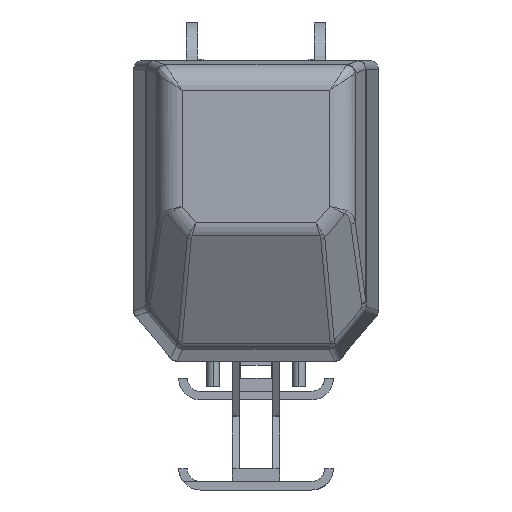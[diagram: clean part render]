
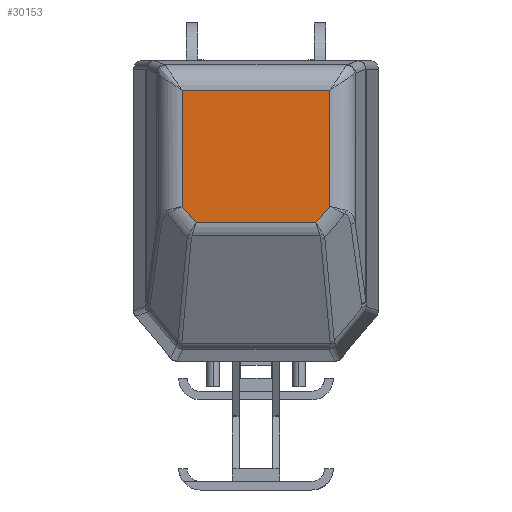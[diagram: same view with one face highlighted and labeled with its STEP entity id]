
A CAD part, left-side view. The second image highlights one B-rep face of the part: STEP entity #30153.
In plain terms, the highlighted planar face has unit normal (-1, 0, 0).
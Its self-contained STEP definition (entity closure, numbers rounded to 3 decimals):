
#1452 = DIRECTION ( 'NONE',  ( 0., 0., -1. ) ) ;
#4255 = B_SPLINE_CURVE_WITH_KNOTS ( 'NONE', 3,
 ( #24896, #21967, #10267, #7943 ),
 .UNSPECIFIED., .F., .F.,
 ( 4, 4 ),
 ( 0., 1. ),
 .UNSPECIFIED. ) ;
#4300 = CARTESIAN_POINT ( 'NONE',  ( -17550., -860.349, -2147.182 ) ) ;
#4345 = EDGE_CURVE ( 'NONE', #15099, #19502, #5248, .T. ) ;
#4472 = CARTESIAN_POINT ( 'NONE',  ( -17550., -752.393, -2275.839 ) ) ;
#4554 = CARTESIAN_POINT ( 'NONE',  ( -17550., 860.349, -2147.182 ) ) ;
#4809 = EDGE_CURVE ( 'NONE', #19502, #24823, #11141, .T. ) ;
#4931 = ORIENTED_EDGE ( 'NONE', *, *, #28717, .F. ) ;
#4935 = EDGE_CURVE ( 'NONE', #24823, #6208, #27982, .T. ) ;
#5128 = VERTEX_POINT ( 'NONE', #18036 ) ;
#5248 = B_SPLINE_CURVE_WITH_KNOTS ( 'NONE', 3,
 ( #25550, #14890, #21668, #17201 ),
 .UNSPECIFIED., .F., .F.,
 ( 4, 4 ),
 ( 0., 1. ),
 .UNSPECIFIED. ) ;
#5730 = CARTESIAN_POINT ( 'NONE',  ( -17550., -286.783, -795.26 ) ) ;
#5784 = CARTESIAN_POINT ( 'NONE',  ( -17550., 860.349, -795.26 ) ) ;
#6208 = VERTEX_POINT ( 'NONE', #16931 ) ;
#6500 = CARTESIAN_POINT ( 'NONE',  ( -17550., 698.414, -2340.168 ) ) ;
#7943 = CARTESIAN_POINT ( 'NONE',  ( -17550., -860.349, -2147.182 ) ) ;
#10267 = CARTESIAN_POINT ( 'NONE',  ( -17550., -860.349, -1696.541 ) ) ;
#10490 = ORIENTED_EDGE ( 'NONE', *, *, #15577, .F. ) ;
#11141 = B_SPLINE_CURVE_WITH_KNOTS ( 'NONE', 3,
 ( #12668, #14546, #23821, #26389 ),
 .UNSPECIFIED., .F., .F.,
 ( 4, 4 ),
 ( 0., 1. ),
 .UNSPECIFIED. ) ;
#12668 = CARTESIAN_POINT ( 'NONE',  ( -17550., 860.349, -2147.182 ) ) ;
#13786 = CARTESIAN_POINT ( 'NONE',  ( -17550., 0., 0. ) ) ;
#14217 = EDGE_LOOP ( 'NONE', ( #26694, #22556, #20966, #17588, #10490, #4931 ) ) ;
#14546 = CARTESIAN_POINT ( 'NONE',  ( -17550., 860.349, -1696.541 ) ) ;
#14890 = CARTESIAN_POINT ( 'NONE',  ( -17550., 752.393, -2275.839 ) ) ;
#15099 = VERTEX_POINT ( 'NONE', #6500 ) ;
#15142 = CARTESIAN_POINT ( 'NONE',  ( -17550., 860.349, -795.26 ) ) ;
#15577 = EDGE_CURVE ( 'NONE', #5128, #15099, #25403, .T. ) ;
#15933 = FACE_OUTER_BOUND ( 'NONE', #14217, .T. ) ;
#16568 = CARTESIAN_POINT ( 'NONE',  ( -17550., -698.414, -2340.168 ) ) ;
#16931 = CARTESIAN_POINT ( 'NONE',  ( -17550., -860.349, -795.26 ) ) ;
#17201 = CARTESIAN_POINT ( 'NONE',  ( -17550., 860.349, -2147.182 ) ) ;
#17588 = ORIENTED_EDGE ( 'NONE', *, *, #4345, .F. ) ;
#18036 = CARTESIAN_POINT ( 'NONE',  ( -17550., -698.414, -2340.168 ) ) ;
#18245 = VERTEX_POINT ( 'NONE', #4300 ) ;
#19502 = VERTEX_POINT ( 'NONE', #4554 ) ;
#20966 = ORIENTED_EDGE ( 'NONE', *, *, #4809, .F. ) ;
#21301 = AXIS2_PLACEMENT_3D ( 'NONE', #13786, #25349, #1452 ) ;
#21668 = CARTESIAN_POINT ( 'NONE',  ( -17550., 806.371, -2211.51 ) ) ;
#21967 = CARTESIAN_POINT ( 'NONE',  ( -17550., -860.349, -1245.9 ) ) ;
#22556 = ORIENTED_EDGE ( 'NONE', *, *, #4935, .F. ) ;
#22695 = CARTESIAN_POINT ( 'NONE',  ( -17550., 286.783, -795.26 ) ) ;
#23270 = CARTESIAN_POINT ( 'NONE',  ( -17550., -698.414, -2340.168 ) ) ;
#23426 = CARTESIAN_POINT ( 'NONE',  ( -17550., -806.371, -2211.51 ) ) ;
#23821 = CARTESIAN_POINT ( 'NONE',  ( -17550., 860.349, -1245.9 ) ) ;
#23928 = EDGE_CURVE ( 'NONE', #6208, #18245, #4255, .T. ) ;
#24823 = VERTEX_POINT ( 'NONE', #5784 ) ;
#24896 = CARTESIAN_POINT ( 'NONE',  ( -17550., -860.349, -795.26 ) ) ;
#25184 = PLANE ( 'NONE',  #21301 ) ;
#25349 = DIRECTION ( 'NONE',  ( 1., 0., 0. ) ) ;
#25403 = B_SPLINE_CURVE_WITH_KNOTS ( 'NONE', 3,
 ( #16568, #28080, #25949, #29963 ),
 .UNSPECIFIED., .F., .F.,
 ( 4, 4 ),
 ( 0., 1. ),
 .UNSPECIFIED. ) ;
#25550 = CARTESIAN_POINT ( 'NONE',  ( -17550., 698.414, -2340.168 ) ) ;
#25949 = CARTESIAN_POINT ( 'NONE',  ( -17550., 232.805, -2340.168 ) ) ;
#26389 = CARTESIAN_POINT ( 'NONE',  ( -17550., 860.349, -795.26 ) ) ;
#26694 = ORIENTED_EDGE ( 'NONE', *, *, #23928, .F. ) ;
#27982 = B_SPLINE_CURVE_WITH_KNOTS ( 'NONE', 3,
 ( #15142, #22695, #5730, #29315 ),
 .UNSPECIFIED., .F., .F.,
 ( 4, 4 ),
 ( 0., 1. ),
 .UNSPECIFIED. ) ;
#28080 = CARTESIAN_POINT ( 'NONE',  ( -17550., -232.805, -2340.168 ) ) ;
#28717 = EDGE_CURVE ( 'NONE', #18245, #5128, #30284, .T. ) ;
#29315 = CARTESIAN_POINT ( 'NONE',  ( -17550., -860.349, -795.26 ) ) ;
#29725 = CARTESIAN_POINT ( 'NONE',  ( -17550., -860.349, -2147.182 ) ) ;
#29963 = CARTESIAN_POINT ( 'NONE',  ( -17550., 698.414, -2340.168 ) ) ;
#30153 = ADVANCED_FACE ( 'NONE', ( #15933 ), #25184, .F. ) ;
#30284 = B_SPLINE_CURVE_WITH_KNOTS ( 'NONE', 3,
 ( #29725, #23426, #4472, #23270 ),
 .UNSPECIFIED., .F., .F.,
 ( 4, 4 ),
 ( 0., 1. ),
 .UNSPECIFIED. ) ;
